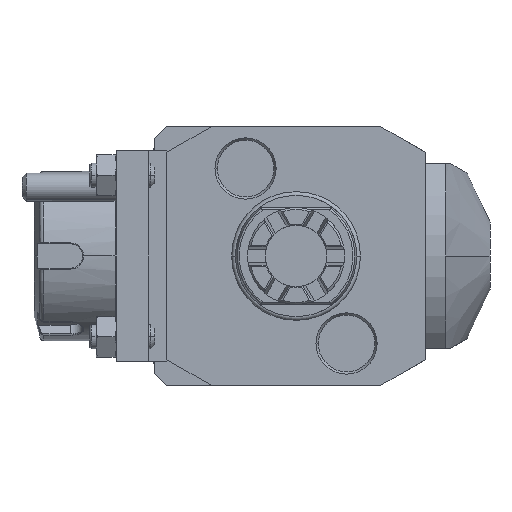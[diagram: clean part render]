
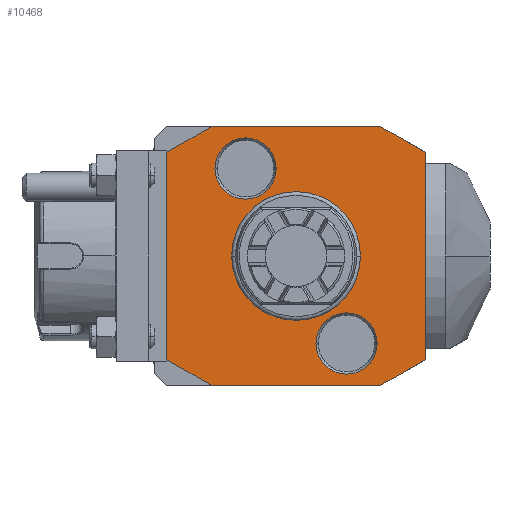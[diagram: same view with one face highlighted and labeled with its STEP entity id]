
A CAD part, front view. The second image highlights one B-rep face of the part: STEP entity #10468.
In plain terms, the highlighted planar face has unit normal (0, -1, 0).
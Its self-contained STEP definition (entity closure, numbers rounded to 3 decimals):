
#1=DIRECTION('',(0.866,0.,0.5));
#2=VECTOR('',#1,12.702);
#3=CARTESIAN_POINT('',(21.,0.,-32.));
#4=LINE('',#3,#2);
#5=DIRECTION('',(1.,0.,0.));
#6=VECTOR('',#5,42.);
#7=CARTESIAN_POINT('',(-21.,0.,-32.));
#8=LINE('',#7,#6);
#9=DIRECTION('',(0.866,0.,-0.5));
#10=VECTOR('',#9,12.702);
#11=CARTESIAN_POINT('',(-32.,0.,-25.649));
#12=LINE('',#11,#10);
#13=DIRECTION('',(0.,0.,-1.));
#14=VECTOR('',#13,51.298);
#15=CARTESIAN_POINT('',(-32.,0.,25.649));
#16=LINE('',#15,#14);
#17=DIRECTION('',(-0.866,0.,-0.5));
#18=VECTOR('',#17,12.702);
#19=CARTESIAN_POINT('',(-21.,0.,32.));
#20=LINE('',#19,#18);
#21=DIRECTION('',(-1.,0.,0.));
#22=VECTOR('',#21,42.);
#23=CARTESIAN_POINT('',(21.,0.,32.));
#24=LINE('',#23,#22);
#25=DIRECTION('',(-0.866,0.,0.5));
#26=VECTOR('',#25,12.702);
#27=CARTESIAN_POINT('',(32.,0.,25.649));
#28=LINE('',#27,#26);
#29=DIRECTION('',(0.,0.,1.));
#30=VECTOR('',#29,51.298);
#31=CARTESIAN_POINT('',(32.,0.,-25.649));
#32=LINE('',#31,#30);
#33=CARTESIAN_POINT('',(-12.5,0.,21.651));
#34=DIRECTION('',(0.,1.,0.));
#35=DIRECTION('',(1.,0.,0.));
#36=AXIS2_PLACEMENT_3D('',#33,#34,#35);
#38=CARTESIAN_POINT('',(-12.5,0.,21.651));
#39=DIRECTION('',(0.,1.,0.));
#40=DIRECTION('',(-1.,0.,0.));
#41=AXIS2_PLACEMENT_3D('',#38,#39,#40);
#43=CARTESIAN_POINT('',(12.5,0.,-21.651));
#44=DIRECTION('',(0.,1.,0.));
#45=DIRECTION('',(1.,0.,0.));
#46=AXIS2_PLACEMENT_3D('',#43,#44,#45);
#48=CARTESIAN_POINT('',(12.5,0.,-21.651));
#49=DIRECTION('',(0.,1.,0.));
#50=DIRECTION('',(-1.,0.,0.));
#51=AXIS2_PLACEMENT_3D('',#48,#49,#50);
#6621=CARTESIAN_POINT('',(0.,0.,0.));
#6622=DIRECTION('',(0.,-1.,0.));
#6623=DIRECTION('',(1.,0.,0.));
#6624=AXIS2_PLACEMENT_3D('',#6621,#6622,#6623);
#6626=CARTESIAN_POINT('',(0.,0.,0.));
#6627=DIRECTION('',(0.,-1.,0.));
#6628=DIRECTION('',(-1.,0.,0.));
#6629=AXIS2_PLACEMENT_3D('',#6626,#6627,#6628);
#9262=CARTESIAN_POINT('',(-4.923,0.,21.651));
#9263=CARTESIAN_POINT('',(-20.077,0.,21.651));
#9264=VERTEX_POINT('',#9262);
#9265=VERTEX_POINT('',#9263);
#9368=CARTESIAN_POINT('',(20.077,0.,
-21.651));
#9369=CARTESIAN_POINT('',(4.923,0.,
-21.651));
#9370=VERTEX_POINT('',#9368);
#9371=VERTEX_POINT('',#9369);
#10173=CARTESIAN_POINT('',(21.,0.,-32.));
#10174=CARTESIAN_POINT('',(32.,0.,-25.649));
#10175=VERTEX_POINT('',#10173);
#10176=VERTEX_POINT('',#10174);
#10177=CARTESIAN_POINT('',(32.,0.,25.649));
#10178=VERTEX_POINT('',#10177);
#10179=CARTESIAN_POINT('',(21.,0.,32.));
#10180=VERTEX_POINT('',#10179);
#10181=CARTESIAN_POINT('',(-21.,0.,32.));
#10182=VERTEX_POINT('',#10181);
#10183=CARTESIAN_POINT('',(-32.,0.,25.649));
#10184=CARTESIAN_POINT('',(-32.,0.,-25.649));
#10185=VERTEX_POINT('',#10183);
#10186=VERTEX_POINT('',#10184);
#10187=CARTESIAN_POINT('',(-21.,0.,-32.));
#10188=VERTEX_POINT('',#10187);
#10289=CARTESIAN_POINT('',(15.783,0.,0.));
#10290=CARTESIAN_POINT('',(-15.783,0.,0.));
#10291=VERTEX_POINT('',#10289);
#10292=VERTEX_POINT('',#10290);
#10427=CARTESIAN_POINT('',(0.,0.,0.));
#10428=DIRECTION('',(0.,-1.,0.));
#10429=DIRECTION('',(-1.,0.,0.));
#10430=AXIS2_PLACEMENT_3D('',#10427,#10428,#10429);
#10431=PLANE('',#10430);
#10433=ORIENTED_EDGE('',*,*,#10432,.F.);
#10435=ORIENTED_EDGE('',*,*,#10434,.F.);
#10437=ORIENTED_EDGE('',*,*,#10436,.F.);
#10439=ORIENTED_EDGE('',*,*,#10438,.F.);
#10441=ORIENTED_EDGE('',*,*,#10440,.F.);
#10443=ORIENTED_EDGE('',*,*,#10442,.F.);
#10445=ORIENTED_EDGE('',*,*,#10444,.F.);
#10447=ORIENTED_EDGE('',*,*,#10446,.F.);
#10448=EDGE_LOOP('',(#10433,#10435,#10437,#10439,#10441,#10443,#10445,#10447));
#10449=FACE_OUTER_BOUND('',#10448,.F.);
#10451=ORIENTED_EDGE('',*,*,#10450,.T.);
#10453=ORIENTED_EDGE('',*,*,#10452,.T.);
#10454=EDGE_LOOP('',(#10451,#10453));
#10455=FACE_BOUND('',#10454,.F.);
#10457=ORIENTED_EDGE('',*,*,#10456,.F.);
#10459=ORIENTED_EDGE('',*,*,#10458,.F.);
#10460=EDGE_LOOP('',(#10457,#10459));
#10461=FACE_BOUND('',#10460,.F.);
#10463=ORIENTED_EDGE('',*,*,#10462,.F.);
#10465=ORIENTED_EDGE('',*,*,#10464,.F.);
#10466=EDGE_LOOP('',(#10463,#10465));
#10467=FACE_BOUND('',#10466,.F.);
#37=CIRCLE('',#36,7.577);
#42=CIRCLE('',#41,7.577);
#47=CIRCLE('',#46,7.577);
#52=CIRCLE('',#51,7.577);
#6625=CIRCLE('',#6624,15.783);
#6630=CIRCLE('',#6629,15.783);
#10432=EDGE_CURVE('',#10175,#10176,#4,.T.);
#10434=EDGE_CURVE('',#10188,#10175,#8,.T.);
#10436=EDGE_CURVE('',#10186,#10188,#12,.T.);
#10438=EDGE_CURVE('',#10185,#10186,#16,.T.);
#10440=EDGE_CURVE('',#10182,#10185,#20,.T.);
#10442=EDGE_CURVE('',#10180,#10182,#24,.T.);
#10444=EDGE_CURVE('',#10178,#10180,#28,.T.);
#10446=EDGE_CURVE('',#10176,#10178,#32,.T.);
#10450=EDGE_CURVE('',#10291,#10292,#6625,.T.);
#10452=EDGE_CURVE('',#10292,#10291,#6630,.T.);
#10456=EDGE_CURVE('',#9264,#9265,#37,.T.);
#10458=EDGE_CURVE('',#9265,#9264,#42,.T.);
#10462=EDGE_CURVE('',#9370,#9371,#47,.T.);
#10464=EDGE_CURVE('',#9371,#9370,#52,.T.);
#10468=ADVANCED_FACE('',(#10449,#10455,#10461,#10467),#10431,.T.);
